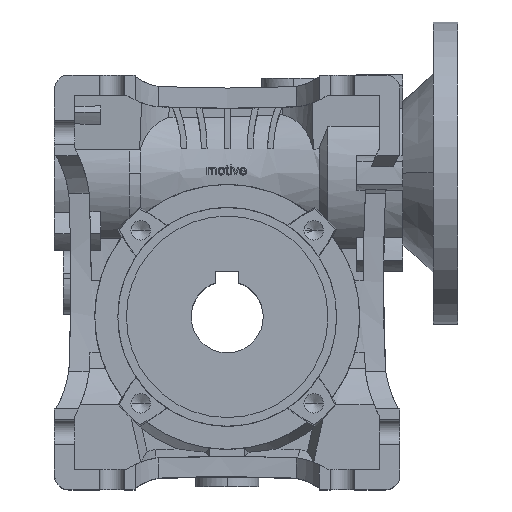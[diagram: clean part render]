
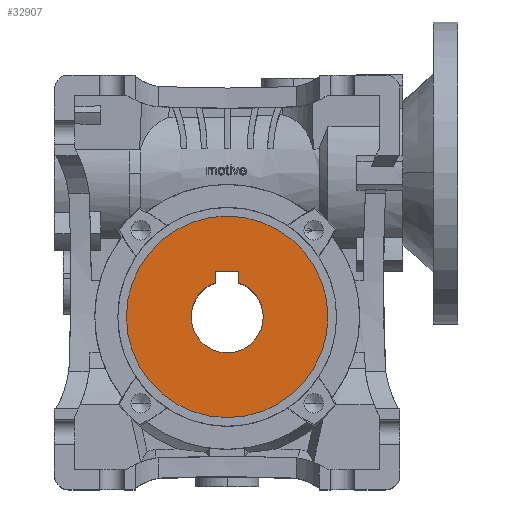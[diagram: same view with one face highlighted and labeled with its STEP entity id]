
A CAD part, top view. The second image highlights one B-rep face of the part: STEP entity #32907.
In plain terms, the highlighted face is planar.
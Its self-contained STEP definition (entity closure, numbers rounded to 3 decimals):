
#1323 = ORIENTED_EDGE ( 'NONE', *, *, #23098, .F. ) ;
#1541 = FACE_BOUND ( 'NONE', #34382, .T. ) ;
#2158 = CIRCLE ( 'NONE', #17588, 12.5 ) ;
#3453 = LINE ( 'NONE', #18513, #17430 ) ;
#3627 = CARTESIAN_POINT ( 'NONE',  ( -4., 11.843, -46. ) ) ;
#4181 = AXIS2_PLACEMENT_3D ( 'NONE', #27747, #42430, #5175 ) ;
#5148 = EDGE_CURVE ( 'NONE', #45026, #9722, #31719, .T. ) ;
#5175 = DIRECTION ( 'NONE',  ( 1., 0., 0. ) ) ;
#6178 = VERTEX_POINT ( 'NONE', #47295 ) ;
#6667 = VERTEX_POINT ( 'NONE', #3627 ) ;
#6764 = VERTEX_POINT ( 'NONE', #33636 ) ;
#7257 = ORIENTED_EDGE ( 'NONE', *, *, #5148, .F. ) ;
#7340 = VECTOR ( 'NONE', #34507, 1000. ) ;
#7710 = EDGE_CURVE ( 'NONE', #6667, #45737, #39049, .T. ) ;
#8105 = DIRECTION ( 'NONE',  ( 0., 0., 1. ) ) ;
#8532 = CARTESIAN_POINT ( 'NONE',  ( 0., 0., -46. ) ) ;
#9299 = CARTESIAN_POINT ( 'NONE',  ( -35., 0., -46. ) ) ;
#9722 = VERTEX_POINT ( 'NONE', #33605 ) ;
#10626 = ORIENTED_EDGE ( 'NONE', *, *, #41913, .T. ) ;
#10831 = ORIENTED_EDGE ( 'NONE', *, *, #28852, .T. ) ;
#11805 = LINE ( 'NONE', #14377, #24021 ) ;
#14222 = CARTESIAN_POINT ( 'NONE',  ( 0., 0., -46. ) ) ;
#14377 = CARTESIAN_POINT ( 'NONE',  ( 4., 11.843, -46. ) ) ;
#16444 = VERTEX_POINT ( 'NONE', #23648 ) ;
#17430 = VECTOR ( 'NONE', #37692, 1000. ) ;
#17588 = AXIS2_PLACEMENT_3D ( 'NONE', #33358, #33665, #41041 ) ;
#17835 = FACE_OUTER_BOUND ( 'NONE', #25719, .T. ) ;
#17918 = EDGE_CURVE ( 'NONE', #6178, #35197, #3453, .T. ) ;
#18513 = CARTESIAN_POINT ( 'NONE',  ( -35.42, 15.8, -46. ) ) ;
#19496 = DIRECTION ( 'NONE',  ( 1., 0., 0. ) ) ;
#20184 = EDGE_CURVE ( 'NONE', #6667, #6178, #40349, .T. ) ;
#21490 = DIRECTION ( 'NONE',  ( 0., 0., 1. ) ) ;
#23098 = EDGE_CURVE ( 'NONE', #9722, #45026, #37863, .T. ) ;
#23550 = ORIENTED_EDGE ( 'NONE', *, *, #17918, .F. ) ;
#23648 = CARTESIAN_POINT ( 'NONE',  ( 12.5, 0., -46. ) ) ;
#24021 = VECTOR ( 'NONE', #44423, 1000. ) ;
#24616 = CARTESIAN_POINT ( 'NONE',  ( -12.5, 0., -46. ) ) ;
#24876 = AXIS2_PLACEMENT_3D ( 'NONE', #34205, #8105, #19496 ) ;
#25719 = EDGE_LOOP ( 'NONE', ( #1323, #7257 ) ) ;
#26599 = DIRECTION ( 'NONE',  ( 1., 0., 0. ) ) ;
#27747 = CARTESIAN_POINT ( 'NONE',  ( -35.42, -35.42, -46. ) ) ;
#28408 = ORIENTED_EDGE ( 'NONE', *, *, #7710, .T. ) ;
#28619 = ORIENTED_EDGE ( 'NONE', *, *, #20184, .F. ) ;
#28693 = CARTESIAN_POINT ( 'NONE',  ( 4., 15.8, -46. ) ) ;
#28852 = EDGE_CURVE ( 'NONE', #16444, #6764, #44381, .T. ) ;
#30883 = DIRECTION ( 'NONE',  ( 0., 0., 1. ) ) ;
#31185 = DIRECTION ( 'NONE',  ( 1., 0., 0. ) ) ;
#31719 = CIRCLE ( 'NONE', #44670, 35. ) ;
#32854 = DIRECTION ( 'NONE',  ( 0., 0., 1. ) ) ;
#32907 = ADVANCED_FACE ( 'NONE', ( #17835, #1541 ), #46281, .F. ) ;
#33358 = CARTESIAN_POINT ( 'NONE',  ( 0., 0., -46. ) ) ;
#33605 = CARTESIAN_POINT ( 'NONE',  ( 35., 0., -46. ) ) ;
#33636 = CARTESIAN_POINT ( 'NONE',  ( 4., 11.843, -46. ) ) ;
#33665 = DIRECTION ( 'NONE',  ( 0., 0., 1. ) ) ;
#34205 = CARTESIAN_POINT ( 'NONE',  ( 0., 0., -46. ) ) ;
#34382 = EDGE_LOOP ( 'NONE', ( #28619, #28408, #10626, #10831, #47252, #23550 ) ) ;
#34387 = EDGE_CURVE ( 'NONE', #6764, #35197, #11805, .T. ) ;
#34507 = DIRECTION ( 'NONE',  ( 0., 1., 0. ) ) ;
#35197 = VERTEX_POINT ( 'NONE', #28693 ) ;
#35798 = AXIS2_PLACEMENT_3D ( 'NONE', #14222, #32854, #43631 ) ;
#37692 = DIRECTION ( 'NONE',  ( 1., 0., 0. ) ) ;
#37863 = CIRCLE ( 'NONE', #43617, 35. ) ;
#39049 = CIRCLE ( 'NONE', #35798, 12.5 ) ;
#40349 = LINE ( 'NONE', #41579, #7340 ) ;
#41041 = DIRECTION ( 'NONE',  ( 1., 0., 0. ) ) ;
#41579 = CARTESIAN_POINT ( 'NONE',  ( -4., -35.42, -46. ) ) ;
#41913 = EDGE_CURVE ( 'NONE', #45737, #16444, #2158, .T. ) ;
#42430 = DIRECTION ( 'NONE',  ( 0., 0., 1. ) ) ;
#43617 = AXIS2_PLACEMENT_3D ( 'NONE', #8532, #30883, #31185 ) ;
#43631 = DIRECTION ( 'NONE',  ( 1., 0., 0. ) ) ;
#44381 = CIRCLE ( 'NONE', #24876, 12.5 ) ;
#44423 = DIRECTION ( 'NONE',  ( 0., 1., 0. ) ) ;
#44670 = AXIS2_PLACEMENT_3D ( 'NONE', #47193, #21490, #26599 ) ;
#45026 = VERTEX_POINT ( 'NONE', #9299 ) ;
#45737 = VERTEX_POINT ( 'NONE', #24616 ) ;
#46281 = PLANE ( 'NONE',  #4181 ) ;
#47193 = CARTESIAN_POINT ( 'NONE',  ( 0., 0., -46. ) ) ;
#47252 = ORIENTED_EDGE ( 'NONE', *, *, #34387, .T. ) ;
#47295 = CARTESIAN_POINT ( 'NONE',  ( -4., 15.8, -46. ) ) ;
